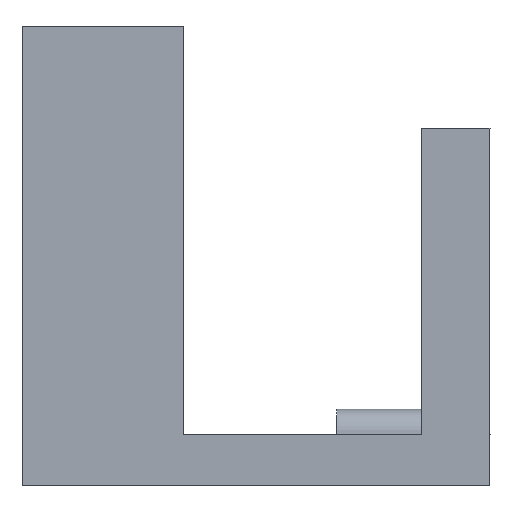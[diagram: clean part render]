
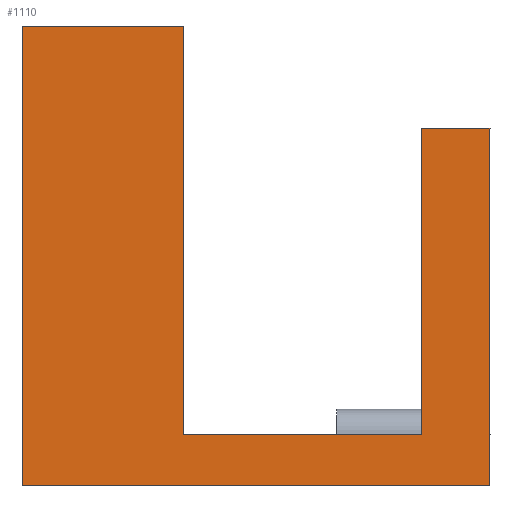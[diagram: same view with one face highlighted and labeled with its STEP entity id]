
A CAD part, left-side view. The second image highlights one B-rep face of the part: STEP entity #1110.
In plain terms, the highlighted planar face has unit normal (-1, 0, 0).
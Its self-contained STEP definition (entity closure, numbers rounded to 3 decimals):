
#81=FACE_OUTER_BOUND('',#136,.T.);
#136=EDGE_LOOP('',(#974,#975,#976,#977,#978,#979,#980,#981));
#173=LINE('',#1514,#321);
#212=LINE('',#1593,#360);
#218=LINE('',#1603,#366);
#234=LINE('',#1637,#382);
#269=LINE('',#1705,#417);
#277=LINE('',#1718,#425);
#286=LINE('',#1744,#434);
#289=LINE('',#1749,#437);
#321=VECTOR('',#1231,10.);
#360=VECTOR('',#1288,10.);
#366=VECTOR('',#1298,10.);
#382=VECTOR('',#1326,10.);
#417=VECTOR('',#1379,10.);
#425=VECTOR('',#1389,10.);
#434=VECTOR('',#1420,10.);
#437=VECTOR('',#1427,10.);
#467=VERTEX_POINT('',#1511);
#468=VERTEX_POINT('',#1513);
#498=VERTEX_POINT('',#1590);
#499=VERTEX_POINT('',#1592);
#512=VERTEX_POINT('',#1634);
#513=VERTEX_POINT('',#1636);
#537=VERTEX_POINT('',#1703);
#547=VERTEX_POINT('',#1743);
#575=EDGE_CURVE('',#468,#467,#173,.T.);
#616=EDGE_CURVE('',#498,#499,#212,.T.);
#622=EDGE_CURVE('',#499,#467,#218,.T.);
#639=EDGE_CURVE('',#512,#513,#234,.T.);
#674=EDGE_CURVE('',#537,#498,#269,.T.);
#682=EDGE_CURVE('',#468,#512,#277,.T.);
#694=EDGE_CURVE('',#513,#547,#286,.T.);
#697=EDGE_CURVE('',#547,#537,#289,.T.);
#974=ORIENTED_EDGE('',*,*,#697,.F.);
#975=ORIENTED_EDGE('',*,*,#694,.F.);
#976=ORIENTED_EDGE('',*,*,#639,.F.);
#977=ORIENTED_EDGE('',*,*,#682,.F.);
#978=ORIENTED_EDGE('',*,*,#575,.T.);
#979=ORIENTED_EDGE('',*,*,#622,.F.);
#980=ORIENTED_EDGE('',*,*,#616,.F.);
#981=ORIENTED_EDGE('',*,*,#674,.F.);
#1063=PLANE('',#1179);
#1110=ADVANCED_FACE('',(#81),#1063,.T.);
#1179=AXIS2_PLACEMENT_3D('',#1748,#1425,#1426);
#1231=DIRECTION('',(0.,0.,1.));
#1288=DIRECTION('',(0.,0.,1.));
#1298=DIRECTION('',(0.,-1.,0.));
#1326=DIRECTION('',(0.,0.,1.));
#1379=DIRECTION('',(0.,-1.,0.));
#1389=DIRECTION('',(0.,1.,0.));
#1420=DIRECTION('',(0.,-1.,0.));
#1425=DIRECTION('center_axis',(-1.,0.,0.));
#1426=DIRECTION('ref_axis',(0.,-1.,0.));
#1427=DIRECTION('',(0.,0.,-1.));
#1511=CARTESIAN_POINT('',(-100.,-55.,42.));
#1513=CARTESIAN_POINT('',(-100.,-55.,0.));
#1514=CARTESIAN_POINT('',(-100.,-55.,0.));
#1590=CARTESIAN_POINT('',(-100.,-47.,6.));
#1592=CARTESIAN_POINT('',(-100.,-47.,42.));
#1593=CARTESIAN_POINT('',(-100.,-47.,6.));
#1603=CARTESIAN_POINT('',(-100.,-47.,42.));
#1634=CARTESIAN_POINT('',(-100.,0.,0.));
#1636=CARTESIAN_POINT('',(-100.,0.,54.));
#1637=CARTESIAN_POINT('',(-100.,0.,0.));
#1703=CARTESIAN_POINT('',(-100.,-19.,6.));
#1705=CARTESIAN_POINT('',(-100.,-55.,6.));
#1718=CARTESIAN_POINT('',(-100.,-55.,0.));
#1743=CARTESIAN_POINT('',(-100.,-19.,54.));
#1744=CARTESIAN_POINT('',(-100.,-10.,54.));
#1748=CARTESIAN_POINT('Origin',(-100.,0.,0.));
#1749=CARTESIAN_POINT('',(-100.,-19.,54.));
